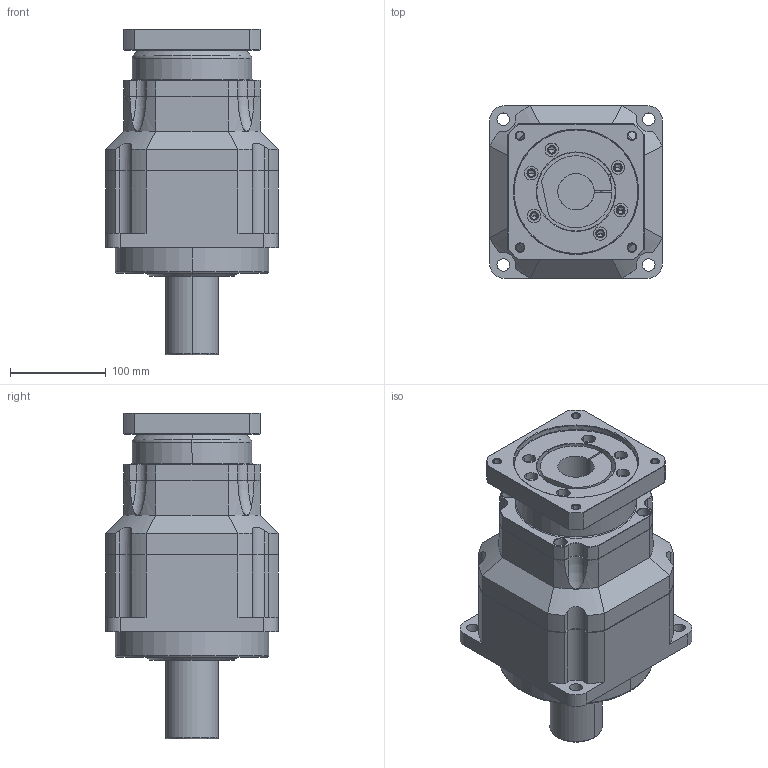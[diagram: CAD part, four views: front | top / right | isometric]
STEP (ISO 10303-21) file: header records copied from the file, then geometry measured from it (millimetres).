
FILE_DESCRIPTION((''),'2;1');
FILE_NAME('AF1802-P0403500401_ASM','2008-09-19T',('d00080'),(''),'PRO/ENGINEER BY PARAMETRIC TECHNOLOGY CORPORATION, 2006170','PRO/ENGINEER BY PARAMETRIC TECHNOLOGY CORPORATION, 2006170','');
FILE_SCHEMA(('CONFIG_CONTROL_DESIGN'));
Length unit declared in the file: millimetre
Products named in the file (5): AF1802; AB1802-1; P1301500001; P0403500401; AF1802-P0403500401_ASM
Assembly tree (4 placements, depth 2):
  AF1802-P0403500401_ASM
    AF1802
    AB1802-1
    P1301500001
    P0403500401
Bounding box: 180 x 180 x 340 mm (x, y, z)
Volume: 5528463.9 mm3; surface area: 391948.5 mm2
Topology: 4 solids, 16 shells, 512 faces, 1203 edges, 729 vertices
Faces by surface type: cylinder 207, plane 123, cone 118, torus 60, bspline 4
Entity records: 15285 total; most frequent: CARTESIAN_POINT 3122, DIRECTION 2747, ORIENTED_EDGE 2328, EDGE_CURVE 1189, AXIS2_PLACEMENT_3D 1130, VERTEX_POINT 729, CIRCLE 607, EDGE_LOOP 600
